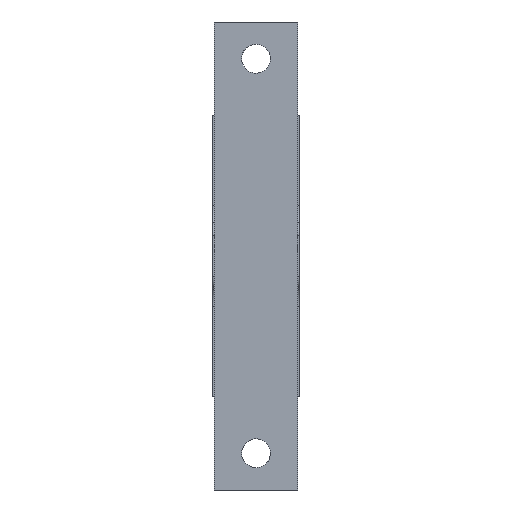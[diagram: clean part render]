
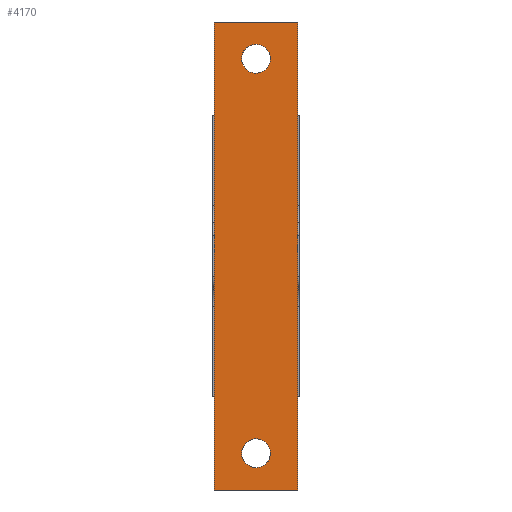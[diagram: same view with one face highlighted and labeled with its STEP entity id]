
A CAD part, left-side view. The second image highlights one B-rep face of the part: STEP entity #4170.
In plain terms, the highlighted free-form (B-spline) face has degree [1, 1] with [2, 2] control points.
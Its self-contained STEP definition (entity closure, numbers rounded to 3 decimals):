
#2844=CARTESIAN_POINT('',(0.,1.156,-27.687));
#2845=VERTEX_POINT('',#2844);
#2851=CARTESIAN_POINT('',(0.0,0.0,-31.65));
#2852=VERTEX_POINT('',#2851);
#2853=CARTESIAN_POINT('',(0.0,0.0,-31.65));
#2854=CARTESIAN_POINT('',(0.0,2.15,-31.65));
#2855=CARTESIAN_POINT('',(0.0,2.15,-29.5));
#2856=CARTESIAN_POINT('',(0.0,2.15,-28.321));
#2857=CARTESIAN_POINT('',(0.,1.156,-27.687));
#2865=(BOUNDED_CURVE()B_SPLINE_CURVE(2,(#2853,#2854,#2855,#2856,#2857),.UNSPECIFIED.,.F.,.U.)B_SPLINE_CURVE_WITH_KNOTS((3,2,3),(0.0,0.25,0.408),.UNSPECIFIED.)CURVE()GEOMETRIC_REPRESENTATION_ITEM()RATIONAL_B_SPLINE_CURVE((1.0,0.707,1.0,0.815,0.864))REPRESENTATION_ITEM(''));
#2866=EDGE_CURVE('',#2852,#2845,#2865,.T.);
#2868=CARTESIAN_POINT('',(0.,-2.143,-29.331));
#2869=VERTEX_POINT('',#2868);
#2870=CARTESIAN_POINT('',(0.,-2.143,-29.331));
#2871=CARTESIAN_POINT('',(0.0,-2.15,-29.415));
#2872=CARTESIAN_POINT('',(0.0,-2.15,-29.5));
#2873=CARTESIAN_POINT('',(0.0,-2.15,-31.65));
#2874=CARTESIAN_POINT('',(0.0,0.0,-31.65));
#2882=(BOUNDED_CURVE()B_SPLINE_CURVE(2,(#2870,#2871,#2872,#2873,#2874),.UNSPECIFIED.,.F.,.U.)B_SPLINE_CURVE_WITH_KNOTS((3,2,3),(0.736,0.75,1.0),.UNSPECIFIED.)CURVE()GEOMETRIC_REPRESENTATION_ITEM()RATIONAL_B_SPLINE_CURVE((0.97,0.984,1.0,0.707,1.0))REPRESENTATION_ITEM(''));
#2883=EDGE_CURVE('',#2869,#2852,#2882,.T.);
#2987=CARTESIAN_POINT('',(0.0,0.0,-27.35));
#2988=VERTEX_POINT('',#2987);
#2989=CARTESIAN_POINT('',(0.0,0.0,-27.35));
#2990=CARTESIAN_POINT('',(0.0,-1.987,-27.35));
#2991=CARTESIAN_POINT('',(0.,-2.143,-29.331));
#2999=(BOUNDED_CURVE()B_SPLINE_CURVE(2,(#2989,#2990,#2991),.UNSPECIFIED.,.F.,.U.)B_SPLINE_CURVE_WITH_KNOTS((3,3),(0.5,0.736),.UNSPECIFIED.)CURVE()GEOMETRIC_REPRESENTATION_ITEM()RATIONAL_B_SPLINE_CURVE((1.0,0.723,0.97))REPRESENTATION_ITEM(''));
#3000=EDGE_CURVE('',#2988,#2869,#2999,.T.);
#3002=CARTESIAN_POINT('',(0.,1.156,-27.687));
#3003=CARTESIAN_POINT('',(0.0,0.627,-27.35));
#3004=CARTESIAN_POINT('',(0.0,0.0,-27.35));
#3012=(BOUNDED_CURVE()B_SPLINE_CURVE(2,(#3002,#3003,#3004),.UNSPECIFIED.,.F.,.U.)B_SPLINE_CURVE_WITH_KNOTS((3,3),(0.408,0.5),.UNSPECIFIED.)CURVE()GEOMETRIC_REPRESENTATION_ITEM()RATIONAL_B_SPLINE_CURVE((0.864,0.892,1.0))REPRESENTATION_ITEM(''));
#3013=EDGE_CURVE('',#2845,#2988,#3012,.T.);
#3182=CARTESIAN_POINT('',(0.,2.136,29.255));
#3183=VERTEX_POINT('',#3182);
#3189=CARTESIAN_POINT('',(0.0,0.0,27.35));
#3190=VERTEX_POINT('',#3189);
#3191=CARTESIAN_POINT('',(0.,2.136,29.255));
#3192=CARTESIAN_POINT('',(0.0,1.917,27.35));
#3193=CARTESIAN_POINT('',(0.0,0.0,27.35));
#3201=(BOUNDED_CURVE()B_SPLINE_CURVE(2,(#3191,#3192,#3193),.UNSPECIFIED.,.F.,.U.)B_SPLINE_CURVE_WITH_KNOTS((3,3),(0.27,0.5),.UNSPECIFIED.)CURVE()GEOMETRIC_REPRESENTATION_ITEM()RATIONAL_B_SPLINE_CURVE((0.957,0.73,1.0))REPRESENTATION_ITEM(''));
#3202=EDGE_CURVE('',#3183,#3190,#3201,.T.);
#3204=CARTESIAN_POINT('',(0.,-2.146,29.369));
#3205=VERTEX_POINT('',#3204);
#3206=CARTESIAN_POINT('',(0.0,0.0,27.35));
#3207=CARTESIAN_POINT('',(0.0,-2.023,27.35));
#3208=CARTESIAN_POINT('',(0.,-2.146,29.369));
#3216=(BOUNDED_CURVE()B_SPLINE_CURVE(2,(#3206,#3207,#3208),.UNSPECIFIED.,.F.,.U.)B_SPLINE_CURVE_WITH_KNOTS((3,3),(0.5,0.739),.UNSPECIFIED.)CURVE()GEOMETRIC_REPRESENTATION_ITEM()RATIONAL_B_SPLINE_CURVE((1.0,0.72,0.976))REPRESENTATION_ITEM(''));
#3217=EDGE_CURVE('',#3190,#3205,#3216,.T.);
#3312=CARTESIAN_POINT('',(0.0,0.0,31.65));
#3313=VERTEX_POINT('',#3312);
#3314=CARTESIAN_POINT('',(0.,-2.146,29.369));
#3315=CARTESIAN_POINT('',(0.0,-2.15,29.434));
#3316=CARTESIAN_POINT('',(0.0,-2.15,29.5));
#3317=CARTESIAN_POINT('',(0.0,-2.15,31.65));
#3318=CARTESIAN_POINT('',(0.0,0.0,31.65));
#3326=(BOUNDED_CURVE()B_SPLINE_CURVE(2,(#3314,#3315,#3316,#3317,#3318),.UNSPECIFIED.,.F.,.U.)B_SPLINE_CURVE_WITH_KNOTS((3,2,3),(0.739,0.75,1.0),.UNSPECIFIED.)CURVE()GEOMETRIC_REPRESENTATION_ITEM()RATIONAL_B_SPLINE_CURVE((0.976,0.988,1.0,0.707,1.0))REPRESENTATION_ITEM(''));
#3327=EDGE_CURVE('',#3205,#3313,#3326,.T.);
#3329=CARTESIAN_POINT('',(0.0,0.0,31.65));
#3330=CARTESIAN_POINT('',(0.0,2.15,31.65));
#3331=CARTESIAN_POINT('',(0.0,2.15,29.5));
#3332=CARTESIAN_POINT('',(0.0,2.15,29.377));
#3333=CARTESIAN_POINT('',(0.,2.136,29.255));
#3341=(BOUNDED_CURVE()B_SPLINE_CURVE(2,(#3329,#3330,#3331,#3332,#3333),.UNSPECIFIED.,.F.,.U.)B_SPLINE_CURVE_WITH_KNOTS((3,2,3),(0.0,0.25,0.27),.UNSPECIFIED.)CURVE()GEOMETRIC_REPRESENTATION_ITEM()RATIONAL_B_SPLINE_CURVE((1.0,0.707,1.0,0.977,0.957))REPRESENTATION_ITEM(''));
#3342=EDGE_CURVE('',#3313,#3183,#3341,.T.);
#3850=CARTESIAN_POINT('',(0.0,6.25,-35.0));
#3851=VERTEX_POINT('',#3850);
#3857=CARTESIAN_POINT('',(0.0,6.25,35.));
#3858=VERTEX_POINT('',#3857);
#3859=CARTESIAN_POINT('',(0.0,6.25,35.));
#3860=CARTESIAN_POINT('',(0.0,6.25,-35.0));
#3861=QUASI_UNIFORM_CURVE('',1,(#3859,#3860),.UNSPECIFIED.,.F.,.U.);
#3862=EDGE_CURVE('',#3858,#3851,#3861,.T.);
#3946=CARTESIAN_POINT('',(0.0,-6.25,35.));
#3947=VERTEX_POINT('',#3946);
#3953=CARTESIAN_POINT('',(0.0,-6.25,-35.0));
#3954=VERTEX_POINT('',#3953);
#3955=CARTESIAN_POINT('',(0.0,-6.25,35.));
#3956=CARTESIAN_POINT('',(0.0,-6.25,-35.0));
#3957=QUASI_UNIFORM_CURVE('',1,(#3955,#3956),.UNSPECIFIED.,.F.,.U.);
#3958=EDGE_CURVE('',#3947,#3954,#3957,.T.);
#4083=CARTESIAN_POINT('',(0.0,-6.25,-35.0));
#4084=CARTESIAN_POINT('',(0.0,6.25,-35.0));
#4085=QUASI_UNIFORM_CURVE('',1,(#4083,#4084),.UNSPECIFIED.,.F.,.U.);
#4086=EDGE_CURVE('',#3954,#3851,#4085,.T.);
#4097=CARTESIAN_POINT('',(0.0,-6.25,35.));
#4098=CARTESIAN_POINT('',(0.0,6.25,35.));
#4099=QUASI_UNIFORM_CURVE('',1,(#4097,#4098),.UNSPECIFIED.,.F.,.U.);
#4100=EDGE_CURVE('',#3947,#3858,#4099,.T.);
#4147=CARTESIAN_POINT('',(0.0,-6.874,38.496));
#4148=CARTESIAN_POINT('',(0.0,-6.874,-38.496));
#4149=CARTESIAN_POINT('',(0.0,6.874,38.496));
#4150=CARTESIAN_POINT('',(0.0,6.874,-38.496));
#4151=B_SPLINE_SURFACE_WITH_KNOTS('',1,1,((#4147,#4149),(#4148,#4150)),.UNSPECIFIED.,.F.,.F.,.U.,(2,2),(2,2),(0.0,76.993),(0.0,13.749),.UNSPECIFIED.);
#4152=ORIENTED_EDGE('',*,*,#3862,.T.);
#4153=ORIENTED_EDGE('',*,*,#4086,.F.);
#4154=ORIENTED_EDGE('',*,*,#3958,.F.);
#4155=ORIENTED_EDGE('',*,*,#4100,.T.);
#4156=EDGE_LOOP('',(#4152,#4153,#4154,#4155));
#4157=FACE_OUTER_BOUND('',#4156,.T.);
#4158=ORIENTED_EDGE('',*,*,#3217,.F.);
#4159=ORIENTED_EDGE('',*,*,#3202,.F.);
#4160=ORIENTED_EDGE('',*,*,#3342,.F.);
#4161=ORIENTED_EDGE('',*,*,#3327,.F.);
#4162=EDGE_LOOP('',(#4158,#4159,#4160,#4161));
#4163=FACE_BOUND('',#4162,.T.);
#4164=ORIENTED_EDGE('',*,*,#3000,.T.);
#4165=ORIENTED_EDGE('',*,*,#2883,.T.);
#4166=ORIENTED_EDGE('',*,*,#2866,.T.);
#4167=ORIENTED_EDGE('',*,*,#3013,.T.);
#4168=EDGE_LOOP('',(#4164,#4165,#4166,#4167));
#4169=FACE_BOUND('',#4168,.T.);
#4170=ADVANCED_FACE('',(#4157,#4163,#4169),#4151,.F.);
